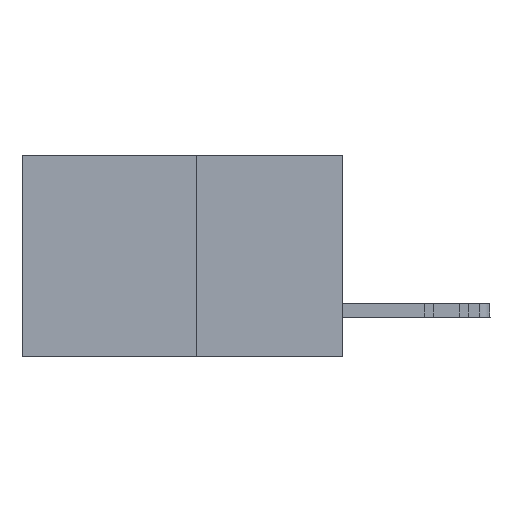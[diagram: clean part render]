
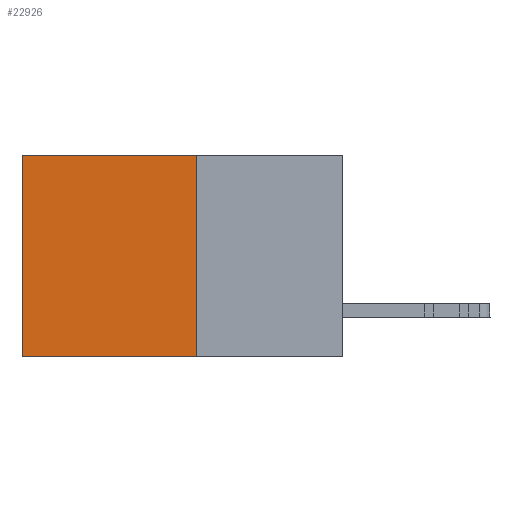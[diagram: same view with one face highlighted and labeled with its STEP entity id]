
A CAD part, left-side view. The second image highlights one B-rep face of the part: STEP entity #22926.
In plain terms, the highlighted planar face has unit normal (-1, 0, 0).
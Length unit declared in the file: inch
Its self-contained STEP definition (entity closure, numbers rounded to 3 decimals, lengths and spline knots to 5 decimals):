
#656 = VERTEX_POINT ( 'NONE', #26816 ) ;
#1297 = CARTESIAN_POINT ( 'NONE',  ( 0.277, 0.59, -0.37 ) ) ;
#1655 = LINE ( 'NONE', #5407, #27305 ) ;
#2330 = EDGE_CURVE ( 'NONE', #656, #26024, #1655, .T. ) ;
#5103 = CARTESIAN_POINT ( 'NONE',  ( 0.277, 0.27, -0.37 ) ) ;
#5188 = ORIENTED_EDGE ( 'NONE', *, *, #26131, .F. ) ;
#5228 = DIRECTION ( 'NONE',  ( 1., 0., 0. ) ) ;
#5407 = CARTESIAN_POINT ( 'NONE',  ( 0.277, 0.27, 0. ) ) ;
#5506 = VERTEX_POINT ( 'NONE', #15903 ) ;
#6866 = CARTESIAN_POINT ( 'NONE',  ( 0.277, 0.27, -0.37 ) ) ;
#8156 = CARTESIAN_POINT ( 'NONE',  ( 0.277, 0.59, 0. ) ) ;
#8585 = CARTESIAN_POINT ( 'NONE',  ( 0.277, 0.27, -0.37 ) ) ;
#9243 = ORIENTED_EDGE ( 'NONE', *, *, #24276, .T. ) ;
#11565 = EDGE_CURVE ( 'NONE', #29343, #5506, #22990, .T. ) ;
#15044 = PLANE ( 'NONE',  #25724 ) ;
#15903 = CARTESIAN_POINT ( 'NONE',  ( 0.277, 0.59, -0.37 ) ) ;
#16063 = VECTOR ( 'NONE', #18604, 39.37008 ) ;
#16927 = ORIENTED_EDGE ( 'NONE', *, *, #11565, .F. ) ;
#17632 = EDGE_LOOP ( 'NONE', ( #9243, #16927, #5188, #28404 ) ) ;
#18277 = LINE ( 'NONE', #8585, #31613 ) ;
#18604 = DIRECTION ( 'NONE',  ( 0., 0., -1. ) ) ;
#19973 = CARTESIAN_POINT ( 'NONE',  ( 0.277, 0.27, -0.37 ) ) ;
#22460 = DIRECTION ( 'NONE',  ( 0., 0., -1. ) ) ;
#22926 = ADVANCED_FACE ( 'NONE', ( #29443 ), #15044, .F. ) ;
#22990 = LINE ( 'NONE', #6866, #28915 ) ;
#23435 = LINE ( 'NONE', #1297, #16063 ) ;
#24276 = EDGE_CURVE ( 'NONE', #26024, #5506, #23435, .T. ) ;
#25724 = AXIS2_PLACEMENT_3D ( 'NONE', #19973, #5228, #22460 ) ;
#25828 = DIRECTION ( 'NONE',  ( 0., 0., -1. ) ) ;
#26024 = VERTEX_POINT ( 'NONE', #8156 ) ;
#26131 = EDGE_CURVE ( 'NONE', #656, #29343, #18277, .T. ) ;
#26816 = CARTESIAN_POINT ( 'NONE',  ( 0.277, 0.27, 0. ) ) ;
#27305 = VECTOR ( 'NONE', #31289, 39.37008 ) ;
#28404 = ORIENTED_EDGE ( 'NONE', *, *, #2330, .T. ) ;
#28915 = VECTOR ( 'NONE', #31820, 39.37008 ) ;
#29343 = VERTEX_POINT ( 'NONE', #5103 ) ;
#29443 = FACE_OUTER_BOUND ( 'NONE', #17632, .T. ) ;
#31289 = DIRECTION ( 'NONE',  ( 0., 1., 0. ) ) ;
#31613 = VECTOR ( 'NONE', #25828, 39.37008 ) ;
#31820 = DIRECTION ( 'NONE',  ( 0., 1., 0. ) ) ;
